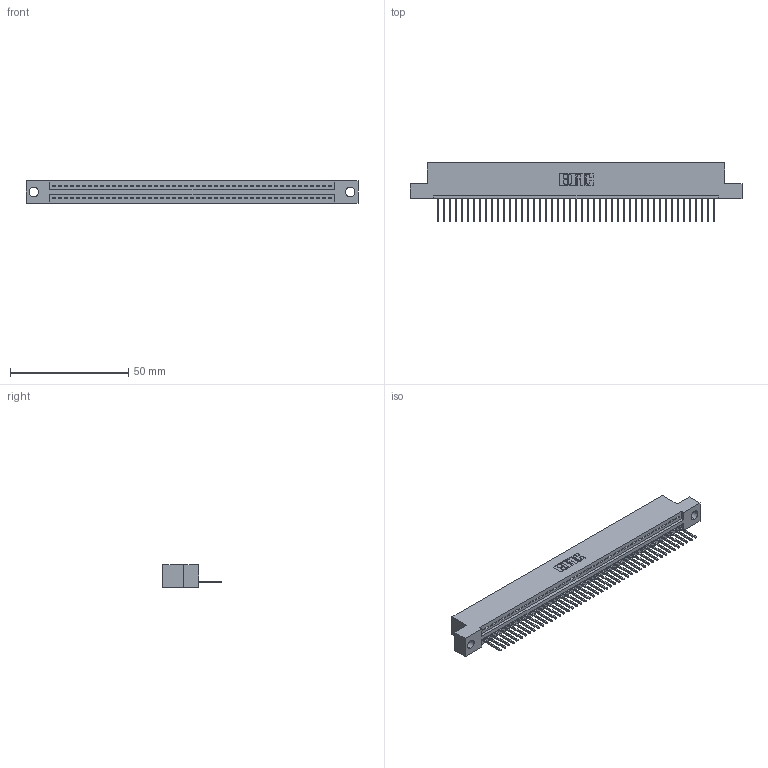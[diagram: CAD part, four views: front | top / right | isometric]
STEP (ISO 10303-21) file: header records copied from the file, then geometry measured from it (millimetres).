
FILE_DESCRIPTION (( 'STEP AP203' ), '1' );
FILE_NAME ('345-047-523-104.STEP', '2019-10-09T01:45:50', ( '' ), ( '' ), 'SwSTEP 2.0', 'SolidWorks 2016', '' );
FILE_SCHEMA (( 'CONFIG_CONTROL_DESIGN' ));
Length unit declared in the file: inch
Products named in the file (3): 345-292-001_345-293-123; 345-047-523-104; 345 Part_Flush Mounting Lugs - 0.156 Dia-TH
Assembly tree (48 placements, depth 2):
  345-047-523-104
    345 Part_Flush Mounting Lugs - 0.156 Dia-TH
    345-292-001_345-293-123  x47
Bounding box: 140.59 x 24.82 x 9.4 mm (x, y, z)
Volume: 13288.2 mm3; surface area: 17586.8 mm2
Topology: 48 solids, 48 shells, 2852 faces, 8613 edges, 5678 vertices
Faces by surface type: plane 1960, cylinder 892
Entity records: 34721 total; most frequent: CARTESIAN_POINT 6021, ORIENTED_EDGE 6002, DIRECTION 5251, EDGE_CURVE 3001, LINE 2681, VECTOR 2681, VERTEX_POINT 1998, AXIS2_PLACEMENT_3D 1285
